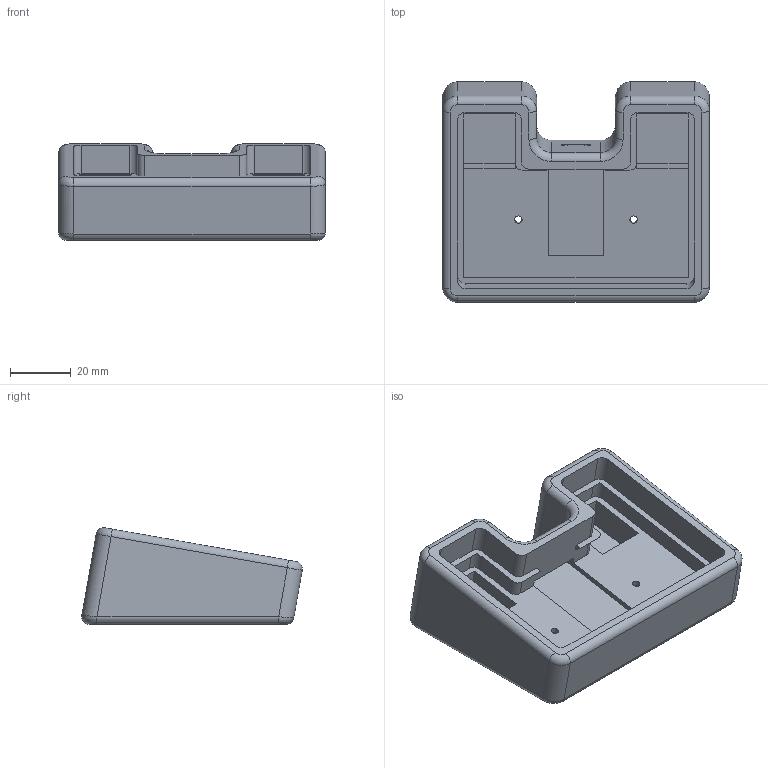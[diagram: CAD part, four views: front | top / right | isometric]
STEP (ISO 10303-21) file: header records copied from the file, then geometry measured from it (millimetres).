
FILE_DESCRIPTION(('HOOPS Exchange Step'),'2;1');
FILE_NAME('temp_export','2024-12-14T23:58:08+01:00',('juanj'),('Shapr3D Limited'),'HOOPS Exchange 2024.6','Shapr3D','Authorized');
FILE_SCHEMA( ('AP242_MANAGED_MODEL_BASED_3D_ENGINEERING_MIM_LF {1 0 10303 442 1 1 4 }') );
Length unit declared in the file: millimetre
Products named in the file (1): ScottoDeck - Case (RP2040 Pro Micro).step
Bounding box: 88.2 x 72.92 x 31.9 mm (x, y, z)
Volume: 68971.1 mm3; surface area: 27570.8 mm2
Topology: 1 solids, 1 shells, 129 faces, 343 edges, 218 vertices
Faces by surface type: plane 57, cylinder 46, cone 10, torus 8, bspline 8
Full cylindrical faces by diameter (mm): 2.45 x2, 5 x2
Entity records: 5617 total; most frequent: CARTESIAN_POINT 2396, ORIENTED_EDGE 686, DIRECTION 649, EDGE_CURVE 343, AXIS2_PLACEMENT_3D 225, VERTEX_POINT 218, VECTOR 199, LINE 199
